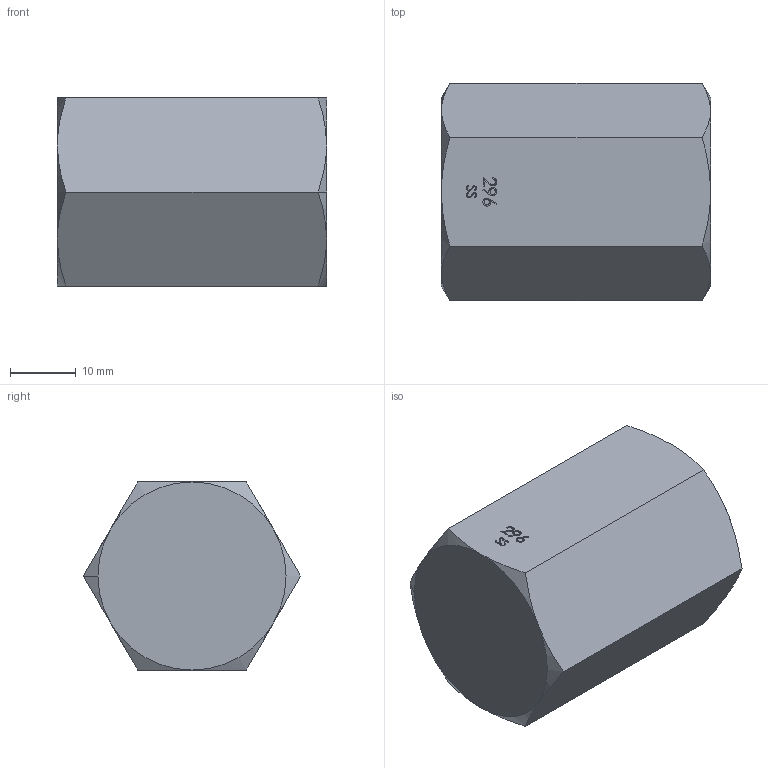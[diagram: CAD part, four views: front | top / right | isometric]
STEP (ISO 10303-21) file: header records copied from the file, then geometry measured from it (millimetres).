
FILE_DESCRIPTION (( 'STEP AP203' ), '1' );
FILE_NAME ('AD-296FSS-BL.STEP', '2025-07-30T13:45:21', ( '' ), ( '' ), 'SwSTEP 2.0', 'SolidWorks 2018', '' );
FILE_SCHEMA (( 'CONFIG_CONTROL_DESIGN' ));
Length unit declared in the file: millimetre
Products named in the file (1): AD-296FSS-BL
Bounding box: 40.89 x 33 x 28.57 mm (x, y, z)
Volume: 22463.3 mm3; surface area: 7299.7 mm2
Topology: 1 solids, 1 shells, 130 faces, 341 edges, 220 vertices
Faces by surface type: bspline 57, plane 32, cone 22, cylinder 19
Entity records: 10411 total; most frequent: CARTESIAN_POINT 7641, ORIENTED_EDGE 678, EDGE_CURVE 339, DIRECTION 338, VERTEX_POINT 220, B_SPLINE_CURVE_WITH_KNOTS 176, EDGE_LOOP 139, LINE 136
